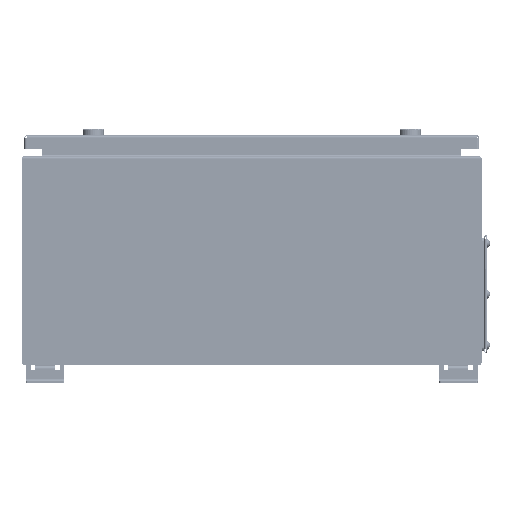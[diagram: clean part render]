
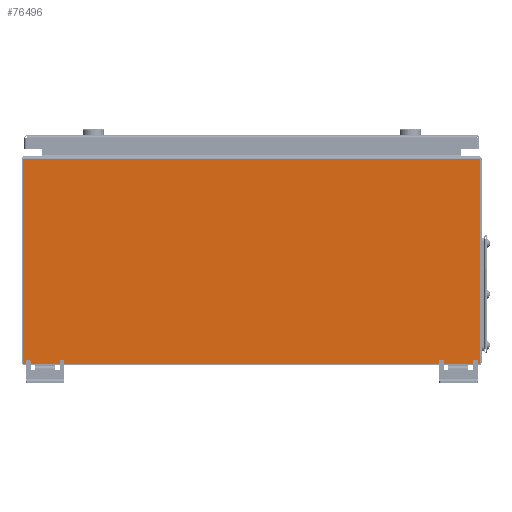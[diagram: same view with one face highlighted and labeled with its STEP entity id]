
A CAD part, left-side view. The second image highlights one B-rep face of the part: STEP entity #76496.
In plain terms, the highlighted planar face has unit normal (-1, 0, 0).
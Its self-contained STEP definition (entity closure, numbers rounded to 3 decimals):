
#2484 = CARTESIAN_POINT ( 'NONE',  ( -1.5, -300., -133.5 ) ) ;
#6407 = ORIENTED_EDGE ( 'NONE', *, *, #40284, .F. ) ;
#7308 = DIRECTION ( 'NONE',  ( 0., 0., -1. ) ) ;
#7646 = VERTEX_POINT ( 'NONE', #43232 ) ;
#10081 = LINE ( 'NONE', #75540, #74339 ) ;
#11605 = PLANE ( 'NONE',  #28636 ) ;
#12007 = ORIENTED_EDGE ( 'NONE', *, *, #35717, .T. ) ;
#12928 = ORIENTED_EDGE ( 'NONE', *, *, #25749, .F. ) ;
#13474 = AXIS2_PLACEMENT_3D ( 'NONE', #26956, #26200, #50549 ) ;
#15877 = CARTESIAN_POINT ( 'NONE',  ( -1.5, 300., 133.5 ) ) ;
#16932 = ORIENTED_EDGE ( 'NONE', *, *, #54091, .F. ) ;
#18847 = VERTEX_POINT ( 'NONE', #61742 ) ;
#19261 = ORIENTED_EDGE ( 'NONE', *, *, #22169, .T. ) ;
#19615 = VERTEX_POINT ( 'NONE', #2484 ) ;
#22169 = EDGE_CURVE ( 'NONE', #18847, #7646, #60448, .T. ) ;
#23591 = DIRECTION ( 'NONE',  ( 0., 0., 1. ) ) ;
#25749 = EDGE_CURVE ( 'NONE', #50889, #7646, #10081, .T. ) ;
#26068 = DIRECTION ( 'NONE',  ( 0., 1., 0. ) ) ;
#26200 = DIRECTION ( 'NONE',  ( -1., 0., 0. ) ) ;
#26856 = VECTOR ( 'NONE', #7308, 1000. ) ;
#26956 = CARTESIAN_POINT ( 'NONE',  ( -1.5, 297., -133.5 ) ) ;
#28636 = AXIS2_PLACEMENT_3D ( 'NONE', #35216, #56597, #23591 ) ;
#30162 = DIRECTION ( 'NONE',  ( -1., 0., 0. ) ) ;
#30702 = LINE ( 'NONE', #65979, #63627 ) ;
#31193 = DIRECTION ( 'NONE',  ( 0., 0., 1. ) ) ;
#31316 = LINE ( 'NONE', #72017, #26856 ) ;
#31766 = CIRCLE ( 'NONE', #71360, 3. ) ;
#35216 = CARTESIAN_POINT ( 'NONE',  ( -1.5, 0., 0. ) ) ;
#35717 = EDGE_CURVE ( 'NONE', #70847, #65256, #30702, .T. ) ;
#40172 = EDGE_CURVE ( 'NONE', #50889, #19615, #31766, .T. ) ;
#40284 = EDGE_CURVE ( 'NONE', #70847, #19615, #31316, .T. ) ;
#41411 = FACE_OUTER_BOUND ( 'NONE', #50229, .T. ) ;
#43232 = CARTESIAN_POINT ( 'NONE',  ( -1.5, 297., -136.5 ) ) ;
#46071 = DIRECTION ( 'NONE',  ( 0., 1., 0. ) ) ;
#48985 = LINE ( 'NONE', #66092, #57802 ) ;
#50171 = CARTESIAN_POINT ( 'NONE',  ( -1.5, -297., -136.5 ) ) ;
#50229 = EDGE_LOOP ( 'NONE', ( #12928, #65769, #6407, #12007, #16932, #19261 ) ) ;
#50549 = DIRECTION ( 'NONE',  ( 0., 0., 1. ) ) ;
#50889 = VERTEX_POINT ( 'NONE', #50171 ) ;
#52077 = CARTESIAN_POINT ( 'NONE',  ( -1.5, -300., 133.5 ) ) ;
#54091 = EDGE_CURVE ( 'NONE', #18847, #65256, #48985, .T. ) ;
#56597 = DIRECTION ( 'NONE',  ( -1., 0., 0. ) ) ;
#57802 = VECTOR ( 'NONE', #31193, 1000. ) ;
#58460 = CARTESIAN_POINT ( 'NONE',  ( -1.5, -297., -133.5 ) ) ;
#60448 = CIRCLE ( 'NONE', #13474, 3. ) ;
#61742 = CARTESIAN_POINT ( 'NONE',  ( -1.5, 300., -133.5 ) ) ;
#63627 = VECTOR ( 'NONE', #26068, 1000. ) ;
#65256 = VERTEX_POINT ( 'NONE', #15877 ) ;
#65769 = ORIENTED_EDGE ( 'NONE', *, *, #40172, .T. ) ;
#65979 = CARTESIAN_POINT ( 'NONE',  ( -1.5, -300., 133.5 ) ) ;
#66092 = CARTESIAN_POINT ( 'NONE',  ( -1.5, 300., 136.5 ) ) ;
#70847 = VERTEX_POINT ( 'NONE', #52077 ) ;
#71360 = AXIS2_PLACEMENT_3D ( 'NONE', #58460, #30162, #75936 ) ;
#72017 = CARTESIAN_POINT ( 'NONE',  ( -1.5, -300., 136.5 ) ) ;
#74339 = VECTOR ( 'NONE', #46071, 1000. ) ;
#75540 = CARTESIAN_POINT ( 'NONE',  ( -1.5, -300., -136.5 ) ) ;
#75936 = DIRECTION ( 'NONE',  ( 0., 0., 1. ) ) ;
#76496 = ADVANCED_FACE ( 'NONE', ( #41411 ), #11605, .T. ) ;
